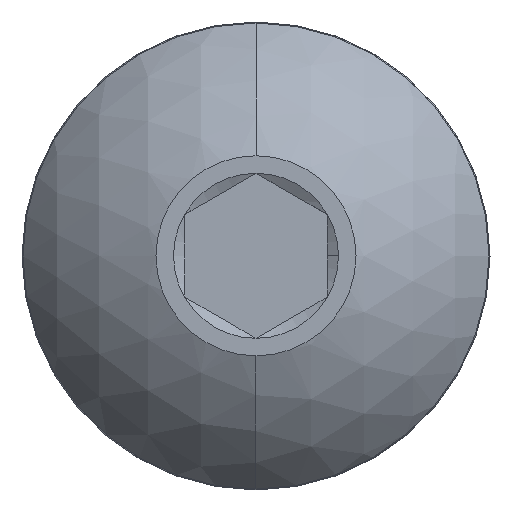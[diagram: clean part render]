
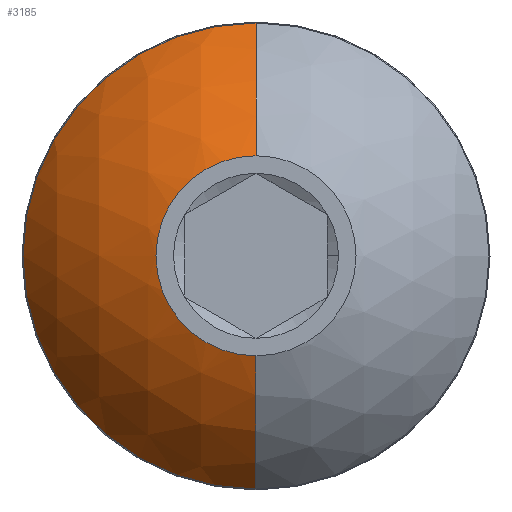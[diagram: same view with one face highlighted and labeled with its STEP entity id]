
A CAD part, top view. The second image highlights one B-rep face of the part: STEP entity #3185.
In plain terms, the highlighted spherical face has radius 2.45 mm.
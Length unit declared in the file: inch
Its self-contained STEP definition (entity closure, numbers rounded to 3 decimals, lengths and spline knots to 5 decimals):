
#23 = CARTESIAN_POINT ( 'NONE',  ( 0., 0., 0.24175 ) ) ;
#255 = EDGE_CURVE ( 'NONE', #2517, #1575, #3136, .T. ) ;
#380 = CARTESIAN_POINT ( 'NONE',  ( 0., 0.035, 0.24175 ) ) ;
#428 = EDGE_CURVE ( 'NONE', #3552, #2864, #5367, .T. ) ;
#463 = ORIENTED_EDGE ( 'NONE', *, *, #428, .T. ) ;
#479 = DIRECTION ( 'NONE',  ( 1., 0., 0. ) ) ;
#509 = AXIS2_PLACEMENT_3D ( 'NONE', #4909, #4441, #920 ) ;
#540 = CARTESIAN_POINT ( 'NONE',  ( 0., 0.08153, 0.20341 ) ) ;
#776 = CARTESIAN_POINT ( 'NONE',  ( 0., -0.035, 0.24175 ) ) ;
#778 = DIRECTION ( 'NONE',  ( -1., 0., 0. ) ) ;
#920 = DIRECTION ( 'NONE',  ( -1., 0., 0. ) ) ;
#945 = DIRECTION ( 'NONE',  ( 0., 0., 1. ) ) ;
#962 = CARTESIAN_POINT ( 'NONE',  ( 0., 0., 0.20341 ) ) ;
#1145 = ORIENTED_EDGE ( 'NONE', *, *, #5430, .F. ) ;
#1327 = CARTESIAN_POINT ( 'NONE',  ( -0.08153, 0., 0.20341 ) ) ;
#1385 = DIRECTION ( 'NONE',  ( 0., 0., -1. ) ) ;
#1397 = SPHERICAL_SURFACE ( 'NONE', #3281, 0.09644 ) ;
#1418 = ORIENTED_EDGE ( 'NONE', *, *, #2929, .T. ) ;
#1493 = CARTESIAN_POINT ( 'NONE',  ( 0., 0., 0.15188 ) ) ;
#1515 = DIRECTION ( 'NONE',  ( -1., 0., 0. ) ) ;
#1542 = FACE_OUTER_BOUND ( 'NONE', #2682, .T. ) ;
#1543 = AXIS2_PLACEMENT_3D ( 'NONE', #3397, #778, #2106 ) ;
#1575 = VERTEX_POINT ( 'NONE', #776 ) ;
#2079 = AXIS2_PLACEMENT_3D ( 'NONE', #23, #3044, #479 ) ;
#2106 = DIRECTION ( 'NONE',  ( 0., -1., 0. ) ) ;
#2395 = ORIENTED_EDGE ( 'NONE', *, *, #2588, .T. ) ;
#2408 = VERTEX_POINT ( 'NONE', #5409 ) ;
#2517 = VERTEX_POINT ( 'NONE', #380 ) ;
#2588 = EDGE_CURVE ( 'NONE', #2408, #1575, #5025, .T. ) ;
#2682 = EDGE_LOOP ( 'NONE', ( #463, #1418, #2395, #4689, #1145 ) ) ;
#2693 = DIRECTION ( 'NONE',  ( -1., 0., 0. ) ) ;
#2708 = CARTESIAN_POINT ( 'NONE',  ( 0., 0., 0.15188 ) ) ;
#2864 = VERTEX_POINT ( 'NONE', #1327 ) ;
#2929 = EDGE_CURVE ( 'NONE', #2864, #2408, #4661, .T. ) ;
#3044 = DIRECTION ( 'NONE',  ( 0., 0., 1. ) ) ;
#3136 = CIRCLE ( 'NONE', #2079, 0.035 ) ;
#3141 = DIRECTION ( 'NONE',  ( 1., 0., 0. ) ) ;
#3185 = ADVANCED_FACE ( 'NONE', ( #1542 ), #1397, .T. ) ;
#3281 = AXIS2_PLACEMENT_3D ( 'NONE', #1493, #1515, #4986 ) ;
#3397 = CARTESIAN_POINT ( 'NONE',  ( 0., 0., 0.15188 ) ) ;
#3400 = AXIS2_PLACEMENT_3D ( 'NONE', #2708, #3141, #1385 ) ;
#3552 = VERTEX_POINT ( 'NONE', #540 ) ;
#4441 = DIRECTION ( 'NONE',  ( 0., 0., 1. ) ) ;
#4661 = CIRCLE ( 'NONE', #5122, 0.08153 ) ;
#4689 = ORIENTED_EDGE ( 'NONE', *, *, #255, .F. ) ;
#4909 = CARTESIAN_POINT ( 'NONE',  ( 0., 0., 0.20341 ) ) ;
#4986 = DIRECTION ( 'NONE',  ( 0., 1., 0. ) ) ;
#5025 = CIRCLE ( 'NONE', #1543, 0.09644 ) ;
#5122 = AXIS2_PLACEMENT_3D ( 'NONE', #962, #945, #2693 ) ;
#5367 = CIRCLE ( 'NONE', #509, 0.08153 ) ;
#5409 = CARTESIAN_POINT ( 'NONE',  ( 0., -0.08153, 0.20341 ) ) ;
#5413 = CIRCLE ( 'NONE', #3400, 0.09644 ) ;
#5430 = EDGE_CURVE ( 'NONE', #3552, #2517, #5413, .T. ) ;
